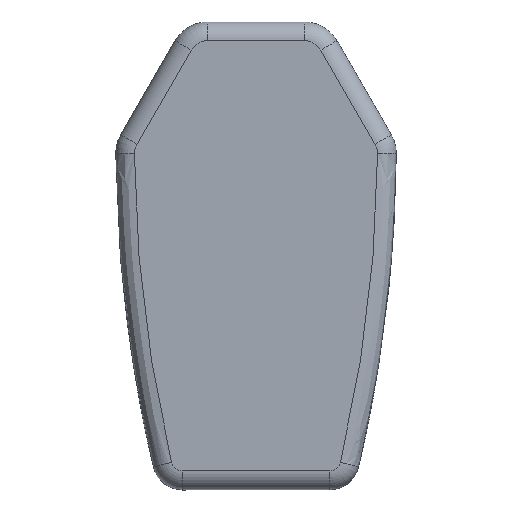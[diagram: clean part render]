
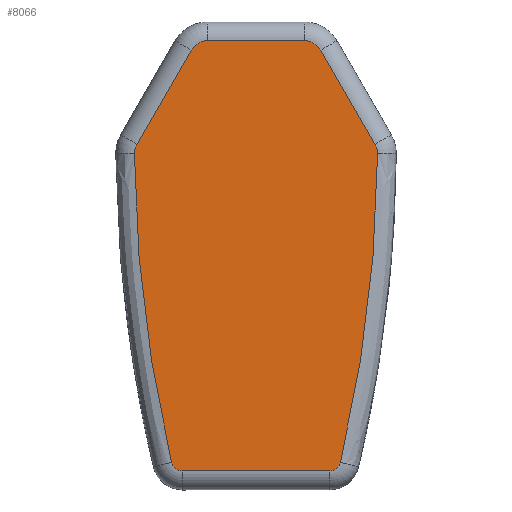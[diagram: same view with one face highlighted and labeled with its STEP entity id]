
A CAD part, top view. The second image highlights one B-rep face of the part: STEP entity #8066.
In plain terms, the highlighted planar face has unit normal (0, 0, 1).
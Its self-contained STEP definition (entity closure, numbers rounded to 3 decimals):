
#17 = CIRCLE ( 'NONE', #8495, 1. ) ;
#78 = EDGE_CURVE ( 'NONE', #7894, #8840, #7981, .T. ) ;
#149 = CARTESIAN_POINT ( 'NONE',  ( -6.364, 12.367, 1.5 ) ) ;
#212 = EDGE_LOOP ( 'NONE', ( #4783, #8759, #6597, #9026, #1788, #5338, #9722, #3977, #995, #11378, #9979, #10123, #9858, #9495 ) ) ;
#479 = CARTESIAN_POINT ( 'NONE',  ( -6.364, 12.367, 1.5 ) ) ;
#500 = CIRCLE ( 'NONE', #2482, 1. ) ;
#527 = VERTEX_POINT ( 'NONE', #7365 ) ;
#613 = B_SPLINE_CURVE_WITH_KNOTS ( 'NONE', 3,
 ( #4981, #4008, #6801, #1388, #10553, #5877, #2219, #6017 ),
 .UNSPECIFIED., .F., .F.,
 ( 4, 2, 2, 4 ),
 ( 0., 0.008, 0.012, 0.017 ),
 .UNSPECIFIED. ) ;
#700 = CIRCLE ( 'NONE', #961, 0.6 ) ;
#890 = AXIS2_PLACEMENT_3D ( 'NONE', #5020, #1318, #1160 ) ;
#902 = EDGE_CURVE ( 'NONE', #10155, #2496, #5621, .T. ) ;
#943 = CARTESIAN_POINT ( 'NONE',  ( -2.595, 17.895, 1.5 ) ) ;
#953 = VECTOR ( 'NONE', #9918, 1000. ) ;
#961 = AXIS2_PLACEMENT_3D ( 'NONE', #3092, #10566, #5000 ) ;
#995 = ORIENTED_EDGE ( 'NONE', *, *, #8534, .T. ) ;
#1095 = DIRECTION ( 'NONE',  ( 1., 0., 0. ) ) ;
#1148 = LINE ( 'NONE', #9871, #9477 ) ;
#1160 = DIRECTION ( 'NONE',  ( 1., 0., 0. ) ) ;
#1307 = CIRCLE ( 'NONE', #9606, 1. ) ;
#1318 = DIRECTION ( 'NONE',  ( 0., 0., 1. ) ) ;
#1346 = DIRECTION ( 'NONE',  ( 1., 0., 0. ) ) ;
#1349 = CIRCLE ( 'NONE', #10453, 1. ) ;
#1388 = CARTESIAN_POINT ( 'NONE',  ( -5.799, 2.178, 1.5 ) ) ;
#1580 = EDGE_CURVE ( 'NONE', #3176, #11328, #1349, .T. ) ;
#1691 = CARTESIAN_POINT ( 'NONE',  ( 3.461, 17.395, 1.5 ) ) ;
#1788 = ORIENTED_EDGE ( 'NONE', *, *, #1580, .T. ) ;
#1901 = EDGE_CURVE ( 'NONE', #3902, #527, #17, .T. ) ;
#2219 = CARTESIAN_POINT ( 'NONE',  ( -4.83, -3.285, 1.5 ) ) ;
#2341 = CARTESIAN_POINT ( 'NONE',  ( 3.93, -5.1, 1.5 ) ) ;
#2368 = VERTEX_POINT ( 'NONE', #1691 ) ;
#2423 = DIRECTION ( 'NONE',  ( 1., 0., 0. ) ) ;
#2482 = AXIS2_PLACEMENT_3D ( 'NONE', #5079, #6012, #1346 ) ;
#2496 = VERTEX_POINT ( 'NONE', #4591 ) ;
#3092 = CARTESIAN_POINT ( 'NONE',  ( -3.93, -4.5, 1.5 ) ) ;
#3176 = VERTEX_POINT ( 'NONE', #8931 ) ;
#3180 = CARTESIAN_POINT ( 'NONE',  ( 4.514, -4.637, 1.5 ) ) ;
#3457 = PLANE ( 'NONE',  #11921 ) ;
#3481 = CARTESIAN_POINT ( 'NONE',  ( 6.364, 12.367, 1.5 ) ) ;
#3581 = CARTESIAN_POINT ( 'NONE',  ( 6.498, 11.86, 1.5 ) ) ;
#3720 = CARTESIAN_POINT ( 'NONE',  ( 6.488, 10.472, 1.5 ) ) ;
#3811 = DIRECTION ( 'NONE',  ( 0., 0., 1. ) ) ;
#3829 = DIRECTION ( 'NONE',  ( 0., 0., 1. ) ) ;
#3902 = VERTEX_POINT ( 'NONE', #4592 ) ;
#3921 = CARTESIAN_POINT ( 'NONE',  ( 3.93, -5.1, 1.5 ) ) ;
#3977 = ORIENTED_EDGE ( 'NONE', *, *, #78, .T. ) ;
#4008 = CARTESIAN_POINT ( 'NONE',  ( -6.478, 9.084, 1.5 ) ) ;
#4439 = DIRECTION ( 'NONE',  ( 1., 0., 0. ) ) ;
#4591 = CARTESIAN_POINT ( 'NONE',  ( -3.461, 17.395, 1.5 ) ) ;
#4592 = CARTESIAN_POINT ( 'NONE',  ( 6.498, 11.86, 1.5 ) ) ;
#4628 = CARTESIAN_POINT ( 'NONE',  ( 5.633, 0.803, 1.5 ) ) ;
#4709 = VERTEX_POINT ( 'NONE', #3481 ) ;
#4783 = ORIENTED_EDGE ( 'NONE', *, *, #8988, .T. ) ;
#4908 = CARTESIAN_POINT ( 'NONE',  ( -3.93, -5.1, 1.5 ) ) ;
#4919 = CARTESIAN_POINT ( 'NONE',  ( 5.498, 11.867, 1.5 ) ) ;
#4981 = CARTESIAN_POINT ( 'NONE',  ( -6.498, 11.86, 1.5 ) ) ;
#5000 = DIRECTION ( 'NONE',  ( 1., 0., 0. ) ) ;
#5020 = CARTESIAN_POINT ( 'NONE',  ( 3.93, -4.5, 1.5 ) ) ;
#5079 = CARTESIAN_POINT ( 'NONE',  ( -5.498, 11.867, 1.5 ) ) ;
#5338 = ORIENTED_EDGE ( 'NONE', *, *, #6997, .T. ) ;
#5436 = CARTESIAN_POINT ( 'NONE',  ( -2.595, 17.895, 1.5 ) ) ;
#5601 = DIRECTION ( 'NONE',  ( 1., 0., 0. ) ) ;
#5621 = CIRCLE ( 'NONE', #9746, 1. ) ;
#5645 = CARTESIAN_POINT ( 'NONE',  ( -5.498, 11.867, 1.5 ) ) ;
#5877 = CARTESIAN_POINT ( 'NONE',  ( -5.11, -1.926, 1.5 ) ) ;
#5941 = CIRCLE ( 'NONE', #890, 0.6 ) ;
#5950 = FACE_OUTER_BOUND ( 'NONE', #212, .T. ) ;
#6012 = DIRECTION ( 'NONE',  ( 0., 0., 1. ) ) ;
#6017 = CARTESIAN_POINT ( 'NONE',  ( -4.514, -4.637, 1.5 ) ) ;
#6413 = B_SPLINE_CURVE_WITH_KNOTS ( 'NONE', 3,
 ( #6493, #9326, #4628, #8327, #10080, #11963, #3720, #3581 ),
 .UNSPECIFIED., .F., .F.,
 ( 4, 2, 2, 4 ),
 ( 0., 0.008, 0.012, 0.017 ),
 .UNSPECIFIED. ) ;
#6471 = EDGE_CURVE ( 'NONE', #2496, #8872, #8487, .T. ) ;
#6493 = CARTESIAN_POINT ( 'NONE',  ( 4.514, -4.637, 1.5 ) ) ;
#6597 = ORIENTED_EDGE ( 'NONE', *, *, #6471, .T. ) ;
#6793 = VERTEX_POINT ( 'NONE', #9926 ) ;
#6801 = CARTESIAN_POINT ( 'NONE',  ( -6.299, 6.311, 1.5 ) ) ;
#6997 = EDGE_CURVE ( 'NONE', #11328, #10629, #613, .T. ) ;
#7071 = CARTESIAN_POINT ( 'NONE',  ( 5.498, 11.867, 1.5 ) ) ;
#7365 = CARTESIAN_POINT ( 'NONE',  ( 6.498, 11.867, 1.5 ) ) ;
#7407 = CARTESIAN_POINT ( 'NONE',  ( -6.498, 11.86, 1.5 ) ) ;
#7618 = DIRECTION ( 'NONE',  ( 1., 0., 0. ) ) ;
#7886 = EDGE_CURVE ( 'NONE', #10629, #7894, #700, .T. ) ;
#7894 = VERTEX_POINT ( 'NONE', #4908 ) ;
#7981 = LINE ( 'NONE', #3921, #10172 ) ;
#8066 = ADVANCED_FACE ( 'NONE', ( #5950 ), #3457, .T. ) ;
#8229 = EDGE_CURVE ( 'NONE', #10951, #3902, #6413, .T. ) ;
#8327 = CARTESIAN_POINT ( 'NONE',  ( 6.133, 4.935, 1.5 ) ) ;
#8411 = LINE ( 'NONE', #5436, #953 ) ;
#8432 = DIRECTION ( 'NONE',  ( -0.5, -0.866, 0. ) ) ;
#8487 = LINE ( 'NONE', #149, #11975 ) ;
#8495 = AXIS2_PLACEMENT_3D ( 'NONE', #7071, #9996, #2423 ) ;
#8534 = EDGE_CURVE ( 'NONE', #8840, #10951, #5941, .T. ) ;
#8759 = ORIENTED_EDGE ( 'NONE', *, *, #902, .T. ) ;
#8840 = VERTEX_POINT ( 'NONE', #2341 ) ;
#8872 = VERTEX_POINT ( 'NONE', #479 ) ;
#8931 = CARTESIAN_POINT ( 'NONE',  ( -6.498, 11.867, 1.5 ) ) ;
#8939 = DIRECTION ( 'NONE',  ( -0.5, 0.866, 0. ) ) ;
#8988 = EDGE_CURVE ( 'NONE', #6793, #10155, #8411, .T. ) ;
#9026 = ORIENTED_EDGE ( 'NONE', *, *, #9217, .T. ) ;
#9029 = DIRECTION ( 'NONE',  ( 1., 0., 0. ) ) ;
#9074 = CARTESIAN_POINT ( 'NONE',  ( 0., 12.4, 1.5 ) ) ;
#9217 = EDGE_CURVE ( 'NONE', #8872, #3176, #500, .T. ) ;
#9317 = CARTESIAN_POINT ( 'NONE',  ( 2.595, 16.895, 1.5 ) ) ;
#9326 = CARTESIAN_POINT ( 'NONE',  ( 5.146, -1.933, 1.5 ) ) ;
#9477 = VECTOR ( 'NONE', #8939, 1000. ) ;
#9495 = ORIENTED_EDGE ( 'NONE', *, *, #10605, .T. ) ;
#9606 = AXIS2_PLACEMENT_3D ( 'NONE', #9317, #11135, #4439 ) ;
#9722 = ORIENTED_EDGE ( 'NONE', *, *, #7886, .T. ) ;
#9746 = AXIS2_PLACEMENT_3D ( 'NONE', #10320, #11257, #7618 ) ;
#9858 = ORIENTED_EDGE ( 'NONE', *, *, #10470, .T. ) ;
#9871 = CARTESIAN_POINT ( 'NONE',  ( 3.461, 17.395, 1.5 ) ) ;
#9918 = DIRECTION ( 'NONE',  ( -1., 0., 0. ) ) ;
#9926 = CARTESIAN_POINT ( 'NONE',  ( 2.595, 17.895, 1.5 ) ) ;
#9979 = ORIENTED_EDGE ( 'NONE', *, *, #1901, .T. ) ;
#9996 = DIRECTION ( 'NONE',  ( 0., 0., 1. ) ) ;
#10080 = CARTESIAN_POINT ( 'NONE',  ( 6.261, 6.318, 1.5 ) ) ;
#10123 = ORIENTED_EDGE ( 'NONE', *, *, #11510, .T. ) ;
#10155 = VERTEX_POINT ( 'NONE', #943 ) ;
#10172 = VECTOR ( 'NONE', #10582, 1000. ) ;
#10242 = CARTESIAN_POINT ( 'NONE',  ( -4.514, -4.637, 1.5 ) ) ;
#10320 = CARTESIAN_POINT ( 'NONE',  ( -2.595, 16.895, 1.5 ) ) ;
#10401 = AXIS2_PLACEMENT_3D ( 'NONE', #4919, #3829, #1095 ) ;
#10453 = AXIS2_PLACEMENT_3D ( 'NONE', #5645, #3811, #5601 ) ;
#10470 = EDGE_CURVE ( 'NONE', #4709, #2368, #1148, .T. ) ;
#10553 = CARTESIAN_POINT ( 'NONE',  ( -5.594, 0.805, 1.5 ) ) ;
#10566 = DIRECTION ( 'NONE',  ( 0., 0., 1. ) ) ;
#10582 = DIRECTION ( 'NONE',  ( 1., 0., 0. ) ) ;
#10597 = CIRCLE ( 'NONE', #10401, 1. ) ;
#10605 = EDGE_CURVE ( 'NONE', #2368, #6793, #1307, .T. ) ;
#10629 = VERTEX_POINT ( 'NONE', #10242 ) ;
#10872 = DIRECTION ( 'NONE',  ( 0., 0., 1. ) ) ;
#10951 = VERTEX_POINT ( 'NONE', #3180 ) ;
#11135 = DIRECTION ( 'NONE',  ( 0., 0., 1. ) ) ;
#11257 = DIRECTION ( 'NONE',  ( 0., 0., 1. ) ) ;
#11328 = VERTEX_POINT ( 'NONE', #7407 ) ;
#11378 = ORIENTED_EDGE ( 'NONE', *, *, #8229, .T. ) ;
#11510 = EDGE_CURVE ( 'NONE', #527, #4709, #10597, .T. ) ;
#11921 = AXIS2_PLACEMENT_3D ( 'NONE', #9074, #10872, #9029 ) ;
#11963 = CARTESIAN_POINT ( 'NONE',  ( 6.438, 9.086, 1.5 ) ) ;
#11975 = VECTOR ( 'NONE', #8432, 1000. ) ;
